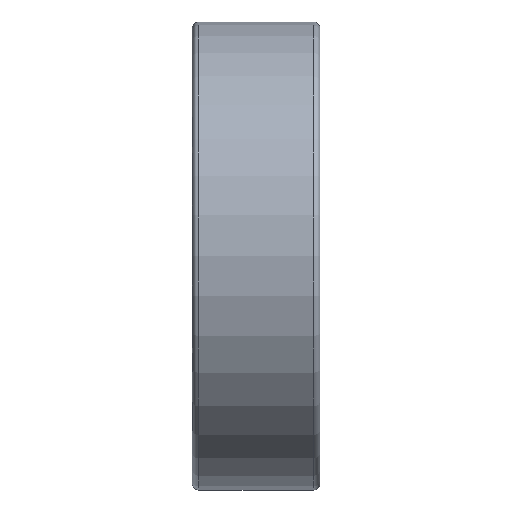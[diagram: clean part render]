
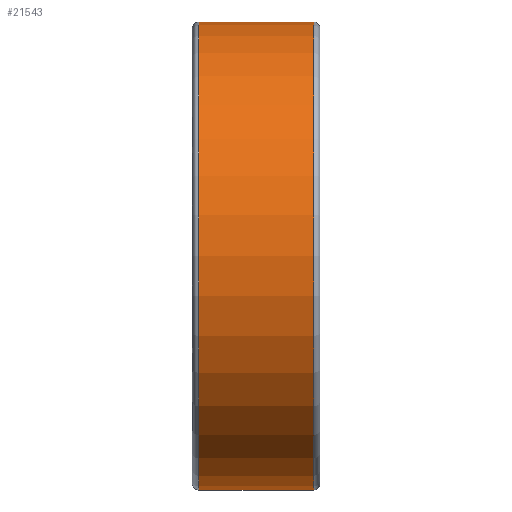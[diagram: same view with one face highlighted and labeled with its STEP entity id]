
A CAD part, top view. The second image highlights one B-rep face of the part: STEP entity #21543.
In plain terms, the highlighted cylindrical face has radius 11 mm (diameter 22 mm), a partial arc.
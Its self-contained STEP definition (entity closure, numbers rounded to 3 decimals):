
#10570=DIRECTION('',(-1.,0.,0.));
#10571=VECTOR('',#10570,5.4);
#10572=CARTESIAN_POINT('',(2.7,11.,0.));
#10573=LINE('',#10572,#10571);
#10577=DIRECTION('',(-1.,0.,0.));
#10578=VECTOR('',#10577,5.4);
#10579=CARTESIAN_POINT('',(2.7,-11.,0.));
#10580=LINE('',#10579,#10578);
#10592=CARTESIAN_POINT('',(2.7,0.,0.));
#10593=DIRECTION('',(1.,0.,0.));
#10594=DIRECTION('',(0.,1.,0.));
#10595=AXIS2_PLACEMENT_3D('',#10592,#10593,#10594);
#10600=CARTESIAN_POINT('',(-2.7,0.,0.));
#10601=DIRECTION('',(1.,0.,0.));
#10602=DIRECTION('',(0.,1.,0.));
#10603=AXIS2_PLACEMENT_3D('',#10600,#10601,#10602);
#18199=CARTESIAN_POINT('',(2.7,11.,0.));
#18200=CARTESIAN_POINT('',(-2.7,11.,0.));
#18201=VERTEX_POINT('',#18199);
#18202=VERTEX_POINT('',#18200);
#18211=CARTESIAN_POINT('',(2.7,-11.,0.));
#18212=CARTESIAN_POINT('',(-2.7,-11.,0.));
#18213=VERTEX_POINT('',#18211);
#18214=VERTEX_POINT('',#18212);
#21531=CARTESIAN_POINT('',(-3.3,0.,0.));
#21532=DIRECTION('',(1.,0.,0.));
#21533=DIRECTION('',(0.,-1.,0.));
#21534=AXIS2_PLACEMENT_3D('',#21531,#21532,#21533);
#21535=CYLINDRICAL_SURFACE('',#21534,11.);
#21536=ORIENTED_EDGE('',*,*,#21521,.F.);
#21537=ORIENTED_EDGE('',*,*,#21498,.T.);
#21538=ORIENTED_EDGE('',*,*,#21525,.T.);
#21540=ORIENTED_EDGE('',*,*,#21539,.F.);
#21541=EDGE_LOOP('',(#21536,#21537,#21538,#21540));
#21542=FACE_OUTER_BOUND('',#21541,.F.);
#10596=CIRCLE('',#10595,11.);
#10604=CIRCLE('',#10603,11.);
#21498=EDGE_CURVE('',#18201,#18213,#10596,.T.);
#21521=EDGE_CURVE('',#18201,#18202,#10573,.T.);
#21525=EDGE_CURVE('',#18213,#18214,#10580,.T.);
#21539=EDGE_CURVE('',#18202,#18214,#10604,.T.);
#21543=ADVANCED_FACE('',(#21542),#21535,.T.);
